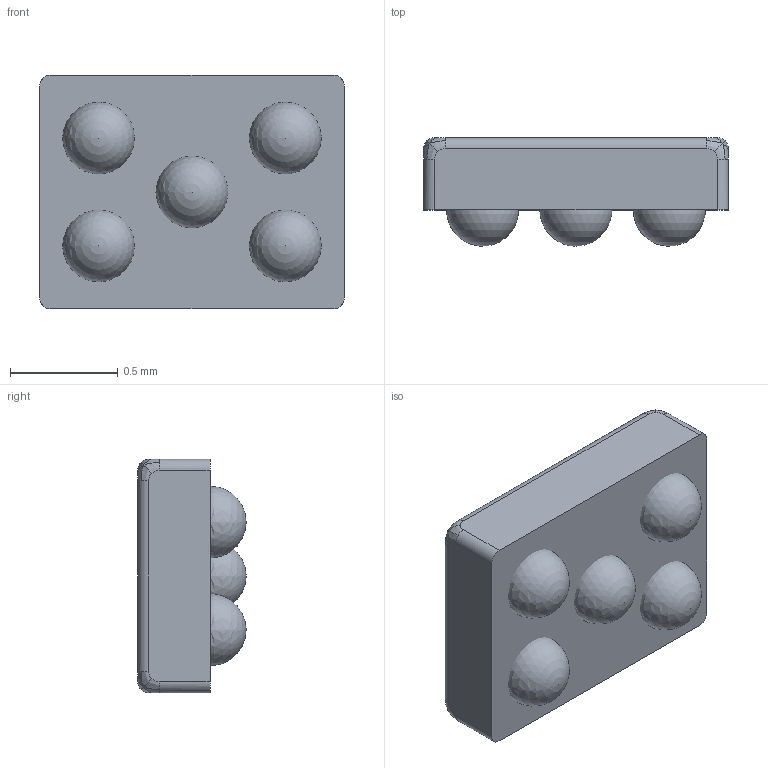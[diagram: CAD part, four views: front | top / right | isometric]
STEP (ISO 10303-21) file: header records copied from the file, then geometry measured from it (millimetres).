
FILE_DESCRIPTION(/* description */ (''),/* implementation_level */ '2;1');
FILE_NAME(/* name */ 'DSBGA_5-pin_0.5mm v1.step',/* time_stamp */ '2016-06-10T21:45:43-07:00',/* author */ (''),/* organization */ (''),/* preprocessor_version */ 'ST-DEVELOPER v16.5',/* originating_system */ 'Autodesk Translation Framework v5.0.0.3310',/* authorisation */ '');
FILE_SCHEMA (('AUTOMOTIVE_DESIGN { 1 0 10303 214 3 1 1 }'));
Length unit declared in the file: centimetre
Products named in the file (1): DSBGA_5-pin_0.5mm v1
Bounding box: 1.41 x 0.5 x 1.08 mm (x, y, z)
Volume: 0.6 mm3; surface area: 6.4 mm2
Topology: 6 solids, 6 shells, 43 faces, 111 edges, 70 vertices
Faces by surface type: bspline 24, cylinder 8, plane 6, sphere 5
Entity records: 2135 total; most frequent: CARTESIAN_POINT 1175, ORIENTED_EDGE 202, DIRECTION 174, EDGE_CURVE 101, AXIS2_PLACEMENT_3D 77, VERTEX_POINT 70, CIRCLE 57, FACE_OUTER_BOUND 43
